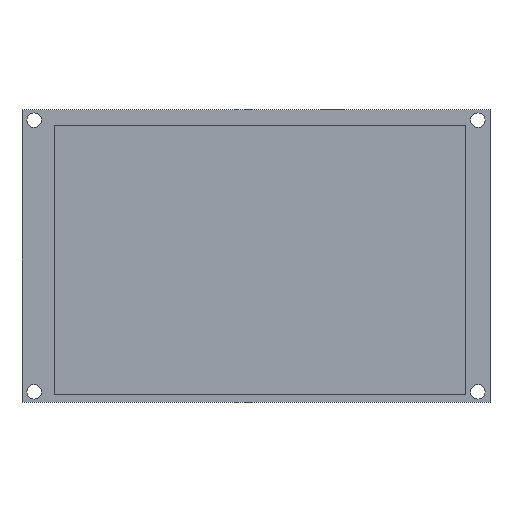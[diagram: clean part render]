
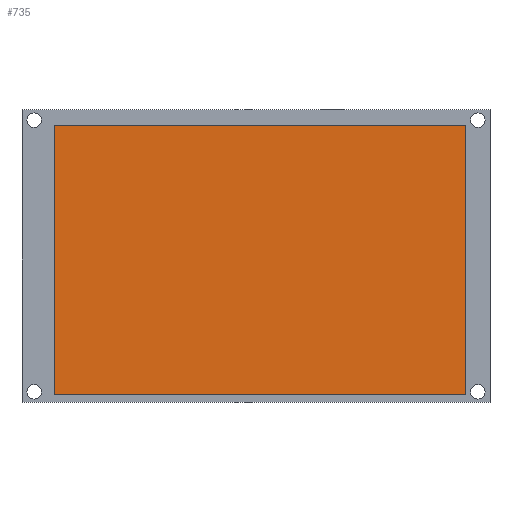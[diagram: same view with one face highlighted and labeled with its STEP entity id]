
A CAD part, top view. The second image highlights one B-rep face of the part: STEP entity #735.
In plain terms, the highlighted planar face has unit normal (0, 0, 1).
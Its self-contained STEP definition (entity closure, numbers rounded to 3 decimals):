
#620 = VERTEX_POINT('',#621);
#621 = CARTESIAN_POINT('',(-41.656,-28.512,4.588));
#627 = EDGE_CURVE('',#620,#628,#630,.T.);
#628 = VERTEX_POINT('',#629);
#629 = CARTESIAN_POINT('',(43.18,-28.512,4.588));
#630 = LINE('',#631,#632);
#631 = CARTESIAN_POINT('',(-41.656,-28.512,4.588));
#632 = VECTOR('',#633,1.);
#633 = DIRECTION('',(1.,0.,0.));
#651 = VERTEX_POINT('',#652);
#652 = CARTESIAN_POINT('',(-41.656,26.988,4.588));
#658 = EDGE_CURVE('',#651,#620,#659,.T.);
#659 = LINE('',#660,#661);
#660 = CARTESIAN_POINT('',(-41.656,26.988,4.588));
#661 = VECTOR('',#662,1.);
#662 = DIRECTION('',(0.,-1.,0.));
#675 = EDGE_CURVE('',#628,#676,#678,.T.);
#676 = VERTEX_POINT('',#677);
#677 = CARTESIAN_POINT('',(43.18,26.988,4.588));
#678 = LINE('',#679,#680);
#679 = CARTESIAN_POINT('',(43.18,-28.512,4.588));
#680 = VECTOR('',#681,1.);
#681 = DIRECTION('',(0.,1.,0.));
#699 = EDGE_CURVE('',#676,#651,#700,.T.);
#700 = LINE('',#701,#702);
#701 = CARTESIAN_POINT('',(43.18,26.988,4.588));
#702 = VECTOR('',#703,1.);
#703 = DIRECTION('',(-1.,0.,0.));
#735 = ADVANCED_FACE('',(#736),#742,.T.);
#736 = FACE_BOUND('',#737,.T.);
#737 = EDGE_LOOP('',(#738,#739,#740,#741));
#738 = ORIENTED_EDGE('',*,*,#627,.T.);
#739 = ORIENTED_EDGE('',*,*,#675,.T.);
#740 = ORIENTED_EDGE('',*,*,#699,.T.);
#741 = ORIENTED_EDGE('',*,*,#658,.T.);
#742 = PLANE('',#743);
#743 = AXIS2_PLACEMENT_3D('',#744,#745,#746);
#744 = CARTESIAN_POINT('',(0.762,-0.762,4.588));
#745 = DIRECTION('',(0.,0.,1.));
#746 = DIRECTION('',(1.,0.,0.));
